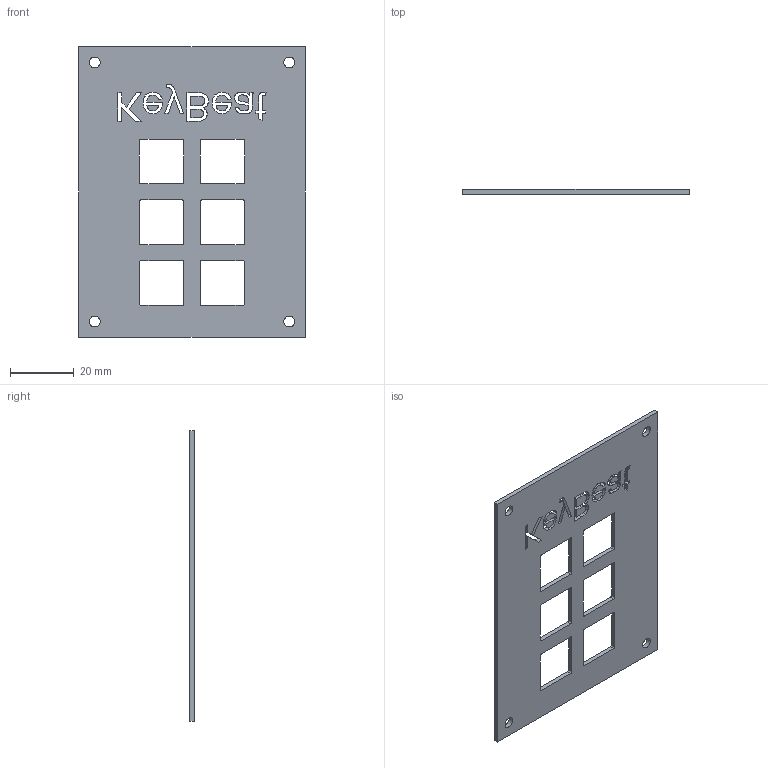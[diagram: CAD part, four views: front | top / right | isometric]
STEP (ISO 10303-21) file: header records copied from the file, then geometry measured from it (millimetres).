
FILE_DESCRIPTION(/* description */ (''),/* implementation_level */ '2;1');
FILE_NAME(/* name */ 'Board_Cover v1.step',/* time_stamp */ '2025-12-06T10:28:47+04:00',/* author */ (''),/* organization */ (''),/* preprocessor_version */ 'ST-DEVELOPER v20.1',/* originating_system */ 'Autodesk Translation Framework v14.17.0.0',/* authorisation */ '');
FILE_SCHEMA (('AUTOMOTIVE_DESIGN { 1 0 10303 214 3 1 1 }'));
Length unit declared in the file: millimetre
Products named in the file (2): Board_Cover; Component1
Assembly tree (1 placements, depth 2):
  Board_Cover
    Component1
Bounding box: 71.05 x 1.5 x 91.3 mm (x, y, z)
Volume: 7689.9 mm3; surface area: 11732.5 mm2
Topology: 6 solids, 6 shells, 228 faces, 648 edges, 432 vertices
Faces by surface type: bspline 110, plane 90, cylinder 28
Full cylindrical faces by diameter (mm): 3.4 x4
Entity records: 8740 total; most frequent: CARTESIAN_POINT 3397, ORIENTED_EDGE 1296, DIRECTION 726, EDGE_CURVE 648, VERTEX_POINT 432, LINE 372, VECTOR 372, EDGE_LOOP 262
